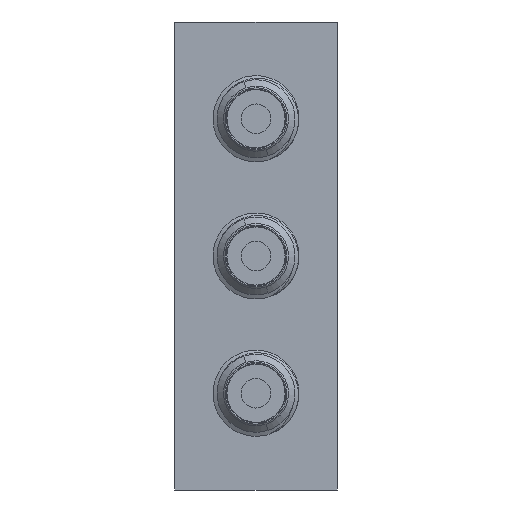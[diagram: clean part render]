
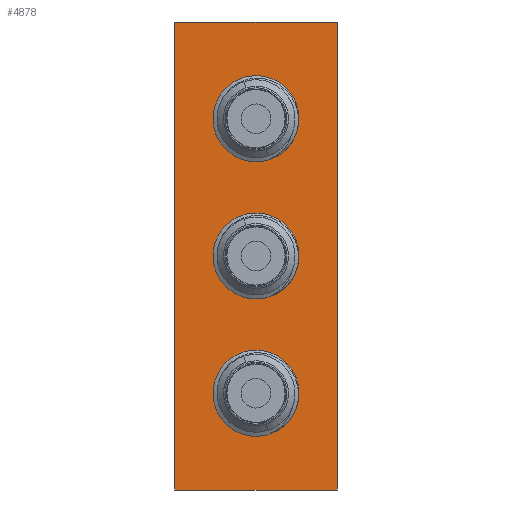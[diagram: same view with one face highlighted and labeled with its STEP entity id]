
A CAD part, front view. The second image highlights one B-rep face of the part: STEP entity #4878.
In plain terms, the highlighted planar face has unit normal (0, -1, 0).
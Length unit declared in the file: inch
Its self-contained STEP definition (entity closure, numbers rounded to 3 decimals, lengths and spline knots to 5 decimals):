
#1 = CIRCLE ( 'NONE', #1157, 0.1115 ) ;
#352 = ORIENTED_EDGE ( 'NONE', *, *, #4654, .F. ) ;
#358 = CARTESIAN_POINT ( 'NONE',  ( -0.26, 0., 0. ) ) ;
#361 = CIRCLE ( 'NONE', #5214, 0.1115 ) ;
#557 = VECTOR ( 'NONE', #5279, 39.37008 ) ;
#678 = VERTEX_POINT ( 'NONE', #2416 ) ;
#889 = AXIS2_PLACEMENT_3D ( 'NONE', #1617, #4087, #2882 ) ;
#1081 = CARTESIAN_POINT ( 'NONE',  ( -0.26, 0., -0.75 ) ) ;
#1102 = CARTESIAN_POINT ( 'NONE',  ( 0.26, 0., 0.75 ) ) ;
#1157 = AXIS2_PLACEMENT_3D ( 'NONE', #7358, #6708, #4389 ) ;
#1293 = ORIENTED_EDGE ( 'NONE', *, *, #3796, .F. ) ;
#1353 = CIRCLE ( 'NONE', #2489, 0.1115 ) ;
#1435 = FACE_BOUND ( 'NONE', #6615, .T. ) ;
#1476 = CARTESIAN_POINT ( 'NONE',  ( 0., 0., 0.5515 ) ) ;
#1512 = DIRECTION ( 'NONE',  ( 0., -1., 0. ) ) ;
#1617 = CARTESIAN_POINT ( 'NONE',  ( 0., 0., -0.44 ) ) ;
#1633 = CARTESIAN_POINT ( 'NONE',  ( 0., 0., -0.44 ) ) ;
#1669 = EDGE_CURVE ( 'NONE', #4347, #3777, #361, .T. ) ;
#1852 = CARTESIAN_POINT ( 'NONE',  ( 0., 0., 0.44 ) ) ;
#1878 = EDGE_CURVE ( 'NONE', #2169, #2757, #1, .T. ) ;
#1965 = AXIS2_PLACEMENT_3D ( 'NONE', #2002, #6945, #5036 ) ;
#1973 = VECTOR ( 'NONE', #4563, 39.37008 ) ;
#2002 = CARTESIAN_POINT ( 'NONE',  ( 0., 0., 0. ) ) ;
#2084 = DIRECTION ( 'NONE',  ( -1., 0., 0. ) ) ;
#2169 = VERTEX_POINT ( 'NONE', #5495 ) ;
#2180 = ORIENTED_EDGE ( 'NONE', *, *, #7509, .F. ) ;
#2416 = CARTESIAN_POINT ( 'NONE',  ( 0.26, 0., -0.75 ) ) ;
#2489 = AXIS2_PLACEMENT_3D ( 'NONE', #6812, #5091, #3779 ) ;
#2546 = CARTESIAN_POINT ( 'NONE',  ( 0., 0., -0.3285 ) ) ;
#2582 = VERTEX_POINT ( 'NONE', #1081 ) ;
#2590 = PLANE ( 'NONE',  #1965 ) ;
#2606 = EDGE_CURVE ( 'NONE', #6255, #3163, #3470, .T. ) ;
#2757 = VERTEX_POINT ( 'NONE', #5428 ) ;
#2882 = DIRECTION ( 'NONE',  ( 0., 0., -1. ) ) ;
#2929 = EDGE_CURVE ( 'NONE', #3777, #4347, #6297, .T. ) ;
#2951 = DIRECTION ( 'NONE',  ( 0., 0., -1. ) ) ;
#3112 = AXIS2_PLACEMENT_3D ( 'NONE', #1852, #4280, #2951 ) ;
#3152 = EDGE_LOOP ( 'NONE', ( #5683, #7554 ) ) ;
#3163 = VERTEX_POINT ( 'NONE', #1102 ) ;
#3361 = ORIENTED_EDGE ( 'NONE', *, *, #5451, .F. ) ;
#3363 = EDGE_CURVE ( 'NONE', #3163, #678, #4444, .T. ) ;
#3379 = CARTESIAN_POINT ( 'NONE',  ( -0.26, 0., 0.75 ) ) ;
#3470 = LINE ( 'NONE', #6543, #6894 ) ;
#3777 = VERTEX_POINT ( 'NONE', #1476 ) ;
#3779 = DIRECTION ( 'NONE',  ( 0., 0., -1. ) ) ;
#3796 = EDGE_CURVE ( 'NONE', #6851, #5689, #5534, .T. ) ;
#3843 = ORIENTED_EDGE ( 'NONE', *, *, #1878, .F. ) ;
#3904 = EDGE_LOOP ( 'NONE', ( #2180, #1293 ) ) ;
#3945 = CIRCLE ( 'NONE', #889, 0.1115 ) ;
#4087 = DIRECTION ( 'NONE',  ( 0., -1., 0. ) ) ;
#4158 = LINE ( 'NONE', #358, #557 ) ;
#4225 = CARTESIAN_POINT ( 'NONE',  ( 0., 0., 0.3285 ) ) ;
#4280 = DIRECTION ( 'NONE',  ( 0., -1., 0. ) ) ;
#4347 = VERTEX_POINT ( 'NONE', #4225 ) ;
#4389 = DIRECTION ( 'NONE',  ( 0., 0., -1. ) ) ;
#4444 = LINE ( 'NONE', #6318, #1973 ) ;
#4548 = FACE_BOUND ( 'NONE', #3152, .T. ) ;
#4563 = DIRECTION ( 'NONE',  ( 0., 0., -1. ) ) ;
#4599 = CARTESIAN_POINT ( 'NONE',  ( 0., 0., -0.75 ) ) ;
#4654 = EDGE_CURVE ( 'NONE', #2582, #6255, #4158, .T. ) ;
#4741 = ORIENTED_EDGE ( 'NONE', *, *, #3363, .F. ) ;
#4878 = ADVANCED_FACE ( 'NONE', ( #6265, #1435, #5707, #4548 ), #2590, .F. ) ;
#4953 = VECTOR ( 'NONE', #2084, 39.37008 ) ;
#5036 = DIRECTION ( 'NONE',  ( 0., 0., 1. ) ) ;
#5091 = DIRECTION ( 'NONE',  ( 0., -1., 0. ) ) ;
#5214 = AXIS2_PLACEMENT_3D ( 'NONE', #6992, #6955, #6870 ) ;
#5268 = AXIS2_PLACEMENT_3D ( 'NONE', #1633, #1512, #5787 ) ;
#5279 = DIRECTION ( 'NONE',  ( 0., 0., 1. ) ) ;
#5344 = ORIENTED_EDGE ( 'NONE', *, *, #6390, .F. ) ;
#5428 = CARTESIAN_POINT ( 'NONE',  ( 0., 0., 0.1115 ) ) ;
#5451 = EDGE_CURVE ( 'NONE', #678, #2582, #6314, .T. ) ;
#5495 = CARTESIAN_POINT ( 'NONE',  ( 0., 0., -0.1115 ) ) ;
#5534 = CIRCLE ( 'NONE', #5268, 0.1115 ) ;
#5683 = ORIENTED_EDGE ( 'NONE', *, *, #1669, .F. ) ;
#5689 = VERTEX_POINT ( 'NONE', #6790 ) ;
#5707 = FACE_BOUND ( 'NONE', #3904, .T. ) ;
#5787 = DIRECTION ( 'NONE',  ( 0., 0., -1. ) ) ;
#5990 = ORIENTED_EDGE ( 'NONE', *, *, #2606, .F. ) ;
#6255 = VERTEX_POINT ( 'NONE', #3379 ) ;
#6265 = FACE_OUTER_BOUND ( 'NONE', #7574, .T. ) ;
#6297 = CIRCLE ( 'NONE', #3112, 0.1115 ) ;
#6314 = LINE ( 'NONE', #4599, #4953 ) ;
#6318 = CARTESIAN_POINT ( 'NONE',  ( 0.26, 0., 0. ) ) ;
#6390 = EDGE_CURVE ( 'NONE', #2757, #2169, #1353, .T. ) ;
#6543 = CARTESIAN_POINT ( 'NONE',  ( 0., 0., 0.75 ) ) ;
#6583 = DIRECTION ( 'NONE',  ( 1., 0., 0. ) ) ;
#6615 = EDGE_LOOP ( 'NONE', ( #3843, #5344 ) ) ;
#6708 = DIRECTION ( 'NONE',  ( 0., -1., 0. ) ) ;
#6790 = CARTESIAN_POINT ( 'NONE',  ( 0., 0., -0.5515 ) ) ;
#6812 = CARTESIAN_POINT ( 'NONE',  ( 0., 0., 0. ) ) ;
#6851 = VERTEX_POINT ( 'NONE', #2546 ) ;
#6870 = DIRECTION ( 'NONE',  ( 0., 0., -1. ) ) ;
#6894 = VECTOR ( 'NONE', #6583, 39.37008 ) ;
#6945 = DIRECTION ( 'NONE',  ( 0., 1., 0. ) ) ;
#6955 = DIRECTION ( 'NONE',  ( 0., -1., 0. ) ) ;
#6992 = CARTESIAN_POINT ( 'NONE',  ( 0., 0., 0.44 ) ) ;
#7358 = CARTESIAN_POINT ( 'NONE',  ( 0., 0., 0. ) ) ;
#7509 = EDGE_CURVE ( 'NONE', #5689, #6851, #3945, .T. ) ;
#7554 = ORIENTED_EDGE ( 'NONE', *, *, #2929, .F. ) ;
#7574 = EDGE_LOOP ( 'NONE', ( #5990, #352, #3361, #4741 ) ) ;
